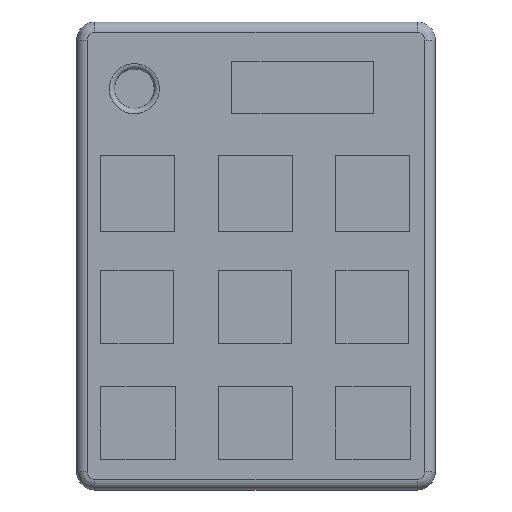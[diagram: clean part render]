
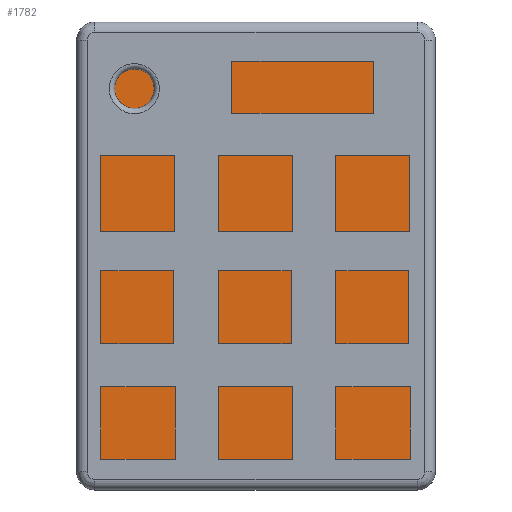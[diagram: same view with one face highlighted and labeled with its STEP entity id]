
A CAD part, top view. The second image highlights one B-rep face of the part: STEP entity #1782.
In plain terms, the highlighted planar face has unit normal (0, 0, 1).
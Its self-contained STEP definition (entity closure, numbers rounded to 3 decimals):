
#83=FACE_BOUND('',#727,.T.);
#84=FACE_BOUND('',#728,.T.);
#85=FACE_BOUND('',#729,.T.);
#86=FACE_BOUND('',#730,.T.);
#87=FACE_BOUND('',#731,.T.);
#88=FACE_BOUND('',#732,.T.);
#234=LINE('',#2919,#403);
#238=LINE('',#2927,#407);
#241=LINE('',#2933,#410);
#244=LINE('',#2938,#413);
#403=VECTOR('',#2388,10.);
#407=VECTOR('',#2394,10.);
#410=VECTOR('',#2399,10.);
#413=VECTOR('',#2404,10.);
#491=PLANE('',#1948);
#588=FACE_OUTER_BOUND('',#726,.T.);
#726=EDGE_LOOP('',(#1669,#1670,#1671,#1672));
#727=EDGE_LOOP('',(#1673));
#728=EDGE_LOOP('',(#1674));
#729=EDGE_LOOP('',(#1675));
#730=EDGE_LOOP('',(#1676));
#731=EDGE_LOOP('',(#1677));
#732=EDGE_LOOP('',(#1678));
#777=CIRCLE('',#1903,1.5);
#789=CIRCLE('',#1917,1.5);
#791=CIRCLE('',#1920,1.5);
#793=CIRCLE('',#1923,1.5);
#795=CIRCLE('',#1926,1.5);
#797=CIRCLE('',#1929,1.5);
#926=VERTEX_POINT('',#2864);
#941=VERTEX_POINT('',#2897);
#942=VERTEX_POINT('',#2901);
#943=VERTEX_POINT('',#2905);
#944=VERTEX_POINT('',#2909);
#945=VERTEX_POINT('',#2913);
#946=VERTEX_POINT('',#2917);
#947=VERTEX_POINT('',#2918);
#950=VERTEX_POINT('',#2926);
#952=VERTEX_POINT('',#2932);
#1147=EDGE_CURVE('',#926,#926,#777,.T.);
#1163=EDGE_CURVE('',#941,#941,#789,.T.);
#1165=EDGE_CURVE('',#942,#942,#791,.T.);
#1167=EDGE_CURVE('',#943,#943,#793,.T.);
#1169=EDGE_CURVE('',#944,#944,#795,.T.);
#1171=EDGE_CURVE('',#945,#945,#797,.T.);
#1173=EDGE_CURVE('',#946,#947,#234,.T.);
#1177=EDGE_CURVE('',#950,#946,#238,.T.);
#1180=EDGE_CURVE('',#950,#952,#241,.T.);
#1183=EDGE_CURVE('',#952,#947,#244,.T.);
#1669=ORIENTED_EDGE('',*,*,#1173,.F.);
#1670=ORIENTED_EDGE('',*,*,#1177,.F.);
#1671=ORIENTED_EDGE('',*,*,#1180,.T.);
#1672=ORIENTED_EDGE('',*,*,#1183,.T.);
#1673=ORIENTED_EDGE('',*,*,#1167,.T.);
#1674=ORIENTED_EDGE('',*,*,#1147,.T.);
#1675=ORIENTED_EDGE('',*,*,#1169,.T.);
#1676=ORIENTED_EDGE('',*,*,#1171,.T.);
#1677=ORIENTED_EDGE('',*,*,#1163,.T.);
#1678=ORIENTED_EDGE('',*,*,#1165,.T.);
#1782=ADVANCED_FACE('',(#588,#83,#84,#85,#86,#87,#88),#491,.T.);
#1903=AXIS2_PLACEMENT_3D('',#2865,#2326,#2327);
#1917=AXIS2_PLACEMENT_3D('',#2898,#2358,#2359);
#1920=AXIS2_PLACEMENT_3D('',#2902,#2364,#2365);
#1923=AXIS2_PLACEMENT_3D('',#2906,#2370,#2371);
#1926=AXIS2_PLACEMENT_3D('',#2910,#2376,#2377);
#1929=AXIS2_PLACEMENT_3D('',#2914,#2382,#2383);
#1948=AXIS2_PLACEMENT_3D('',#2973,#2444,#2445);
#2326=DIRECTION('center_axis',(0.,0.,-1.));
#2327=DIRECTION('ref_axis',(1.,0.,0.));
#2358=DIRECTION('center_axis',(0.,0.,-1.));
#2359=DIRECTION('ref_axis',(1.,0.,0.));
#2364=DIRECTION('center_axis',(0.,0.,-1.));
#2365=DIRECTION('ref_axis',(1.,0.,0.));
#2370=DIRECTION('center_axis',(0.,0.,-1.));
#2371=DIRECTION('ref_axis',(1.,0.,0.));
#2376=DIRECTION('center_axis',(0.,0.,-1.));
#2377=DIRECTION('ref_axis',(1.,0.,0.));
#2382=DIRECTION('center_axis',(0.,0.,-1.));
#2383=DIRECTION('ref_axis',(1.,0.,0.));
#2388=DIRECTION('',(0.,1.,0.));
#2394=DIRECTION('',(-1.,0.,0.));
#2399=DIRECTION('',(0.,1.,0.));
#2404=DIRECTION('',(-1.,0.,0.));
#2444=DIRECTION('center_axis',(0.,0.,1.));
#2445=DIRECTION('ref_axis',(1.,0.,0.));
#2864=CARTESIAN_POINT('',(-14.6,-140.2,-3.));
#2865=CARTESIAN_POINT('Origin',(-16.1,-140.2,-3.));
#2897=CARTESIAN_POINT('',(8.157,-140.01,-3.));
#2898=CARTESIAN_POINT('Origin',(6.657,-140.01,-3.));
#2901=CARTESIAN_POINT('',(-6.,-61.8,-3.));
#2902=CARTESIAN_POINT('Origin',(-7.5,-61.8,-3.));
#2905=CARTESIAN_POINT('',(27.1,-64.5,-3.));
#2906=CARTESIAN_POINT('Origin',(25.6,-64.5,-3.));
#2909=CARTESIAN_POINT('',(-14.6,-100.3,-3.));
#2910=CARTESIAN_POINT('Origin',(-16.1,-100.3,-3.));
#2913=CARTESIAN_POINT('',(8.157,-100.3,-3.));
#2914=CARTESIAN_POINT('Origin',(6.657,-100.3,-3.));
#2917=CARTESIAN_POINT('',(-37.3,-144.57,-3.));
#2918=CARTESIAN_POINT('',(-37.3,-59.,-3.));
#2919=CARTESIAN_POINT('',(-37.3,-60.,-3.));
#2926=CARTESIAN_POINT('',(28.38,-144.57,-3.));
#2927=CARTESIAN_POINT('',(11.21,-144.57,-3.));
#2932=CARTESIAN_POINT('',(28.38,-59.,-3.));
#2933=CARTESIAN_POINT('',(28.38,-60.,-3.));
#2938=CARTESIAN_POINT('',(27.38,-59.,-3.));
#2973=CARTESIAN_POINT('Origin',(-4.96,-102.285,-3.));
